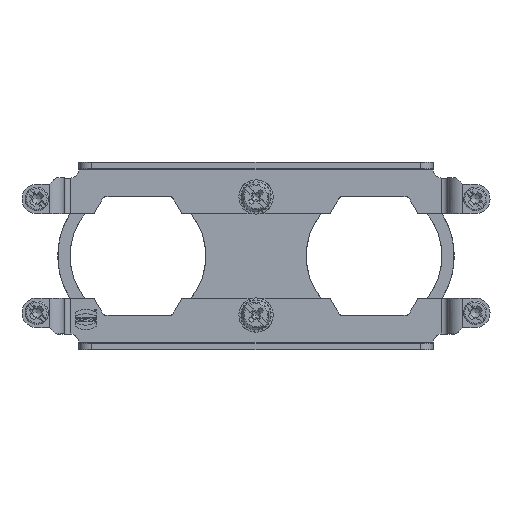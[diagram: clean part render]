
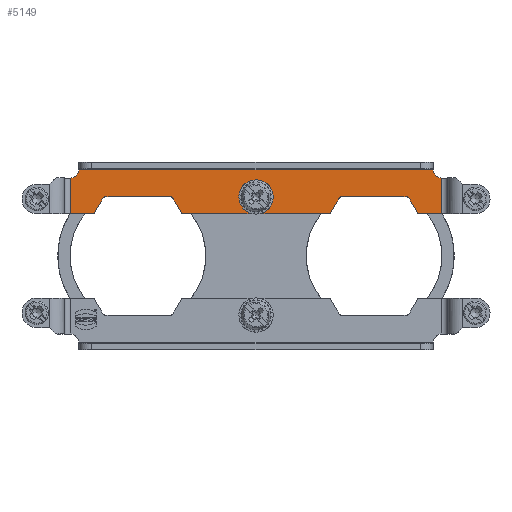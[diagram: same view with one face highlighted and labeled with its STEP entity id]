
A CAD part, top view. The second image highlights one B-rep face of the part: STEP entity #5149.
In plain terms, the highlighted planar face has unit normal (0, 0, 1).
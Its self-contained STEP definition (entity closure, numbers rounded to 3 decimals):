
#2532=LINE('',#33064,#3865);
#2533=LINE('',#33068,#3866);
#2534=LINE('',#33072,#3867);
#2535=LINE('',#33076,#3868);
#2536=LINE('',#33080,#3869);
#2537=LINE('',#33082,#3870);
#2538=LINE('',#33086,#3871);
#2539=LINE('',#33090,#3872);
#2540=LINE('',#33092,#3873);
#2541=LINE('',#33096,#3874);
#2542=LINE('',#33100,#3875);
#2543=LINE('',#33104,#3876);
#2544=LINE('',#33108,#3877);
#3865=VECTOR('',#24399,1.);
#3866=VECTOR('',#24402,1.);
#3867=VECTOR('',#24405,1.);
#3868=VECTOR('',#24408,1.);
#3869=VECTOR('',#24411,1.);
#3870=VECTOR('',#24412,1.);
#3871=VECTOR('',#24415,1.);
#3872=VECTOR('',#24418,1.);
#3873=VECTOR('',#24419,1.);
#3874=VECTOR('',#24422,1.);
#3875=VECTOR('',#24425,1.);
#3876=VECTOR('',#24428,1.);
#3877=VECTOR('',#24431,1.);
#5149=ADVANCED_FACE('',(#6923),#6165,.T.);
#6165=PLANE('',#21733);
#6923=FACE_OUTER_BOUND('',#8035,.T.);
#8035=EDGE_LOOP('',(#10778,#10779,#10780,#10781,#10782,#10783,#10784,#10785,
#10786,#10787,#10788,#10789,#10790,#10791,#10792,#10793,#10794,#10795,#10796,
#10797,#10798,#10799,#10800,#10801));
#10778=ORIENTED_EDGE('',*,*,#17720,.F.);
#10779=ORIENTED_EDGE('',*,*,#18345,.T.);
#10780=ORIENTED_EDGE('',*,*,#18346,.T.);
#10781=ORIENTED_EDGE('',*,*,#18347,.T.);
#10782=ORIENTED_EDGE('',*,*,#18348,.T.);
#10783=ORIENTED_EDGE('',*,*,#18349,.T.);
#10784=ORIENTED_EDGE('',*,*,#18350,.T.);
#10785=ORIENTED_EDGE('',*,*,#18351,.T.);
#10786=ORIENTED_EDGE('',*,*,#18352,.T.);
#10787=ORIENTED_EDGE('',*,*,#18353,.T.);
#10788=ORIENTED_EDGE('',*,*,#18354,.T.);
#10789=ORIENTED_EDGE('',*,*,#18355,.T.);
#10790=ORIENTED_EDGE('',*,*,#18356,.T.);
#10791=ORIENTED_EDGE('',*,*,#18357,.T.);
#10792=ORIENTED_EDGE('',*,*,#18358,.T.);
#10793=ORIENTED_EDGE('',*,*,#18359,.T.);
#10794=ORIENTED_EDGE('',*,*,#18360,.T.);
#10795=ORIENTED_EDGE('',*,*,#18361,.T.);
#10796=ORIENTED_EDGE('',*,*,#18362,.T.);
#10797=ORIENTED_EDGE('',*,*,#18363,.T.);
#10798=ORIENTED_EDGE('',*,*,#18364,.T.);
#10799=ORIENTED_EDGE('',*,*,#18365,.T.);
#10800=ORIENTED_EDGE('',*,*,#18366,.T.);
#10801=ORIENTED_EDGE('',*,*,#18367,.T.);
#15403=VERTEX_POINT('',#28023);
#15404=VERTEX_POINT('',#28024);
#15959=VERTEX_POINT('',#33065);
#15960=VERTEX_POINT('',#33067);
#15961=VERTEX_POINT('',#33069);
#15962=VERTEX_POINT('',#33071);
#15963=VERTEX_POINT('',#33073);
#15964=VERTEX_POINT('',#33075);
#15965=VERTEX_POINT('',#33077);
#15966=VERTEX_POINT('',#33079);
#15967=VERTEX_POINT('',#33081);
#15968=VERTEX_POINT('',#33083);
#15969=VERTEX_POINT('',#33085);
#15970=VERTEX_POINT('',#33087);
#15971=VERTEX_POINT('',#33089);
#15972=VERTEX_POINT('',#33091);
#15973=VERTEX_POINT('',#33093);
#15974=VERTEX_POINT('',#33095);
#15975=VERTEX_POINT('',#33097);
#15976=VERTEX_POINT('',#33099);
#15977=VERTEX_POINT('',#33101);
#15978=VERTEX_POINT('',#33103);
#15979=VERTEX_POINT('',#33105);
#15980=VERTEX_POINT('',#33107);
#17720=EDGE_CURVE('',#15404,#15403,#20630,.T.);
#18345=EDGE_CURVE('',#15404,#15959,#2532,.T.);
#18346=EDGE_CURVE('',#15959,#15960,#20679,.T.);
#18347=EDGE_CURVE('',#15960,#15961,#2533,.T.);
#18348=EDGE_CURVE('',#15961,#15962,#20680,.T.);
#18349=EDGE_CURVE('',#15962,#15963,#2534,.T.);
#18350=EDGE_CURVE('',#15963,#15964,#20681,.T.);
#18351=EDGE_CURVE('',#15964,#15965,#2535,.T.);
#18352=EDGE_CURVE('',#15965,#15966,#20682,.T.);
#18353=EDGE_CURVE('',#15966,#15967,#2536,.T.);
#18354=EDGE_CURVE('',#15967,#15968,#2537,.T.);
#18355=EDGE_CURVE('',#15968,#15969,#20683,.T.);
#18356=EDGE_CURVE('',#15969,#15970,#2538,.T.);
#18357=EDGE_CURVE('',#15970,#15971,#20684,.T.);
#18358=EDGE_CURVE('',#15971,#15972,#2539,.T.);
#18359=EDGE_CURVE('',#15972,#15973,#2540,.T.);
#18360=EDGE_CURVE('',#15973,#15974,#20685,.T.);
#18361=EDGE_CURVE('',#15974,#15975,#2541,.T.);
#18362=EDGE_CURVE('',#15975,#15976,#20686,.T.);
#18363=EDGE_CURVE('',#15976,#15977,#2542,.T.);
#18364=EDGE_CURVE('',#15977,#15978,#20687,.T.);
#18365=EDGE_CURVE('',#15978,#15979,#2543,.T.);
#18366=EDGE_CURVE('',#15979,#15980,#20688,.T.);
#18367=EDGE_CURVE('',#15980,#15403,#2544,.T.);
#20630=CIRCLE('',#21336,4.06);
#20679=CIRCLE('',#21723,0.5);
#20680=CIRCLE('',#21724,0.5);
#20681=CIRCLE('',#21725,0.5);
#20682=CIRCLE('',#21726,0.5);
#20683=CIRCLE('',#21727,2.);
#20684=CIRCLE('',#21728,2.);
#20685=CIRCLE('',#21729,0.5);
#20686=CIRCLE('',#21730,0.5);
#20687=CIRCLE('',#21731,0.5);
#20688=CIRCLE('',#21732,0.5);
#21336=AXIS2_PLACEMENT_3D('',#29989,#23241,#23242);
#21723=AXIS2_PLACEMENT_3D('',#33066,#24400,#24401);
#21724=AXIS2_PLACEMENT_3D('',#33070,#24403,#24404);
#21725=AXIS2_PLACEMENT_3D('',#33074,#24406,#24407);
#21726=AXIS2_PLACEMENT_3D('',#33078,#24409,#24410);
#21727=AXIS2_PLACEMENT_3D('',#33084,#24413,#24414);
#21728=AXIS2_PLACEMENT_3D('',#33088,#24416,#24417);
#21729=AXIS2_PLACEMENT_3D('',#33094,#24420,#24421);
#21730=AXIS2_PLACEMENT_3D('',#33098,#24423,#24424);
#21731=AXIS2_PLACEMENT_3D('',#33102,#24426,#24427);
#21732=AXIS2_PLACEMENT_3D('',#33106,#24429,#24430);
#21733=AXIS2_PLACEMENT_3D('',#33109,#24432,#24433);
#23241=DIRECTION('',(0.,0.,1.));
#23242=DIRECTION('',(0.,-1.,0.));
#24399=DIRECTION('',(1.,0.,0.));
#24400=DIRECTION('',(0.,0.,1.));
#24401=DIRECTION('',(0.,-1.,0.));
#24402=DIRECTION('',(0.5,0.866,0.));
#24403=DIRECTION('',(0.,0.,-1.));
#24404=DIRECTION('',(-0.866,0.5,0.));
#24405=DIRECTION('',(1.,0.,0.));
#24406=DIRECTION('',(0.,0.,-1.));
#24407=DIRECTION('',(0.,1.,0.));
#24408=DIRECTION('',(0.5,-0.866,0.));
#24409=DIRECTION('',(0.,0.,1.));
#24410=DIRECTION('',(-0.866,-0.5,0.));
#24411=DIRECTION('',(1.,0.,0.));
#24412=DIRECTION('',(0.,1.,0.));
#24413=DIRECTION('',(0.,0.,-1.));
#24414=DIRECTION('',(0.,-1.,0.));
#24415=DIRECTION('',(-1.,0.,0.));
#24416=DIRECTION('',(0.,0.,-1.));
#24417=DIRECTION('',(1.,0.,0.));
#24418=DIRECTION('',(0.,-1.,0.));
#24419=DIRECTION('',(1.,0.,0.));
#24420=DIRECTION('',(0.,0.,1.));
#24421=DIRECTION('',(0.,-1.,0.));
#24422=DIRECTION('',(0.5,0.866,0.));
#24423=DIRECTION('',(0.,0.,-1.));
#24424=DIRECTION('',(-0.866,0.5,0.));
#24425=DIRECTION('',(1.,0.,0.));
#24426=DIRECTION('',(0.,0.,-1.));
#24427=DIRECTION('',(0.,1.,0.));
#24428=DIRECTION('',(0.5,-0.866,0.));
#24429=DIRECTION('',(0.,0.,1.));
#24430=DIRECTION('',(-0.866,-0.5,0.));
#24431=DIRECTION('',(1.,0.,0.));
#24432=DIRECTION('',(0.,0.,1.));
#24433=DIRECTION('',(1.,0.,0.));
#28023=CARTESIAN_POINT('',(-0.695,10.,-11.5));
#28024=CARTESIAN_POINT('',(0.695,10.,-11.5));
#29989=CARTESIAN_POINT('',(0.,14.,-11.5));
#33064=CARTESIAN_POINT('',(-17.261,10.,-11.5));
#33065=CARTESIAN_POINT('',(17.261,10.,-11.5));
#33066=CARTESIAN_POINT('',(17.261,10.5,-11.5));
#33067=CARTESIAN_POINT('',(17.694,10.25,-11.5));
#33068=CARTESIAN_POINT('',(17.694,10.25,-11.5));
#33069=CARTESIAN_POINT('',(19.744,13.8,-11.5));
#33070=CARTESIAN_POINT('',(20.177,13.55,-11.5));
#33071=CARTESIAN_POINT('',(20.177,14.05,-11.5));
#33072=CARTESIAN_POINT('',(20.177,14.05,-11.5));
#33073=CARTESIAN_POINT('',(35.823,14.05,-11.5));
#33074=CARTESIAN_POINT('',(35.823,13.55,-11.5));
#33075=CARTESIAN_POINT('',(36.256,13.8,-11.5));
#33076=CARTESIAN_POINT('',(36.256,13.8,-11.5));
#33077=CARTESIAN_POINT('',(38.306,10.25,-11.5));
#33078=CARTESIAN_POINT('',(38.739,10.5,-11.5));
#33079=CARTESIAN_POINT('',(38.739,10.,-11.5));
#33080=CARTESIAN_POINT('',(38.739,10.,-11.5));
#33081=CARTESIAN_POINT('',(44.,10.,-11.5));
#33082=CARTESIAN_POINT('',(44.,10.,-11.5));
#33083=CARTESIAN_POINT('',(44.,18.5,-11.5));
#33084=CARTESIAN_POINT('',(44.,20.5,-11.5));
#33085=CARTESIAN_POINT('',(42.,20.5,-11.5));
#33086=CARTESIAN_POINT('',(42.,20.5,-11.5));
#33087=CARTESIAN_POINT('',(-42.,20.5,-11.5));
#33088=CARTESIAN_POINT('',(-44.,20.5,-11.5));
#33089=CARTESIAN_POINT('',(-44.,18.5,-11.5));
#33090=CARTESIAN_POINT('',(-44.,18.5,-11.5));
#33091=CARTESIAN_POINT('',(-44.,10.,-11.5));
#33092=CARTESIAN_POINT('',(-44.,10.,-11.5));
#33093=CARTESIAN_POINT('',(-38.739,10.,-11.5));
#33094=CARTESIAN_POINT('',(-38.739,10.5,-11.5));
#33095=CARTESIAN_POINT('',(-38.306,10.25,-11.5));
#33096=CARTESIAN_POINT('',(-38.306,10.25,-11.5));
#33097=CARTESIAN_POINT('',(-36.256,13.8,-11.5));
#33098=CARTESIAN_POINT('',(-35.823,13.55,-11.5));
#33099=CARTESIAN_POINT('',(-35.823,14.05,-11.5));
#33100=CARTESIAN_POINT('',(-35.823,14.05,-11.5));
#33101=CARTESIAN_POINT('',(-20.177,14.05,-11.5));
#33102=CARTESIAN_POINT('',(-20.177,13.55,-11.5));
#33103=CARTESIAN_POINT('',(-19.744,13.8,-11.5));
#33104=CARTESIAN_POINT('',(-19.744,13.8,-11.5));
#33105=CARTESIAN_POINT('',(-17.694,10.25,-11.5));
#33106=CARTESIAN_POINT('',(-17.261,10.5,-11.5));
#33107=CARTESIAN_POINT('',(-17.261,10.,-11.5));
#33108=CARTESIAN_POINT('',(-17.261,10.,-11.5));
#33109=CARTESIAN_POINT('',(-44.2,9.8,-11.5));
